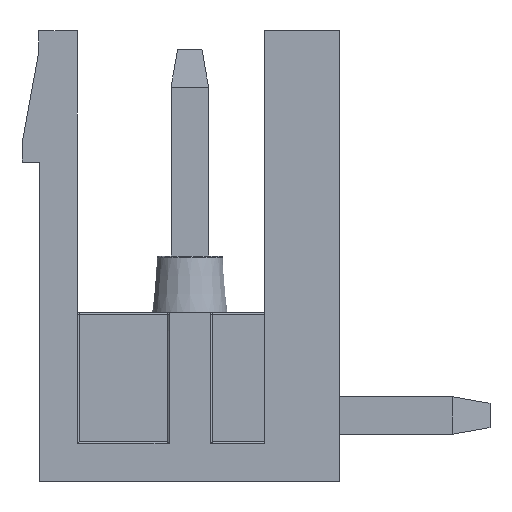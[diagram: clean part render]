
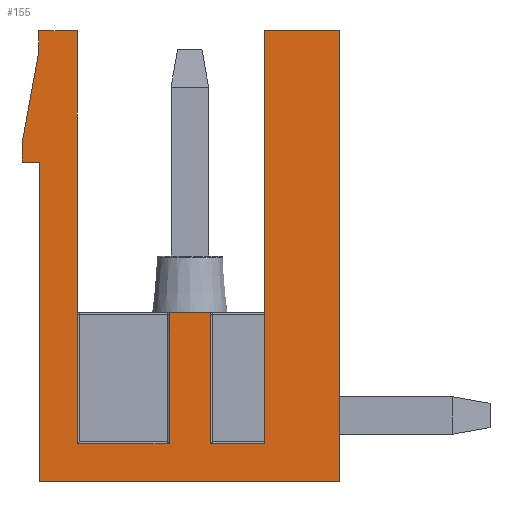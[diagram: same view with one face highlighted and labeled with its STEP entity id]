
A CAD part, left-side view. The second image highlights one B-rep face of the part: STEP entity #155.
In plain terms, the highlighted planar face has unit normal (-1, 0, 0).
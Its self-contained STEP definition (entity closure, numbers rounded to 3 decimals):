
#155=ADVANCED_FACE('',(#1287),#1289,.F.);
#1287=FACE_BOUND('',#1288,.T.);
#1288=EDGE_LOOP('',(#2803,#2804,#2805,#2806,#2807,#2808,#2809,#2810,#2811,#2812,
#2813,#2814,#2815,#2816,#2817,#2818,#2819,#2820,#2821));
#1289=PLANE('',#1290);
#1290=AXIS2_PLACEMENT_3D('',#1291,#1292,#1293);
#1291=CARTESIAN_POINT('',(-2.5,0.,12.));
#1292=DIRECTION('',(1.,0.,0.));
#1293=DIRECTION('',(0.,0.,-1.));
#2803=ORIENTED_EDGE('',*,*,#3771,.F.);
#2804=ORIENTED_EDGE('',*,*,#3804,.T.);
#2805=ORIENTED_EDGE('',*,*,#3805,.T.);
#2806=ORIENTED_EDGE('',*,*,#3794,.F.);
#2807=ORIENTED_EDGE('',*,*,#3806,.T.);
#2808=ORIENTED_EDGE('',*,*,#3803,.F.);
#2809=ORIENTED_EDGE('',*,*,#3807,.F.);
#2810=ORIENTED_EDGE('',*,*,#3808,.F.);
#2811=ORIENTED_EDGE('',*,*,#3809,.F.);
#2812=ORIENTED_EDGE('',*,*,#3810,.F.);
#2813=ORIENTED_EDGE('',*,*,#3811,.T.);
#2814=ORIENTED_EDGE('',*,*,#3812,.T.);
#2815=ORIENTED_EDGE('',*,*,#3813,.F.);
#2816=ORIENTED_EDGE('',*,*,#3814,.F.);
#2817=ORIENTED_EDGE('',*,*,#3815,.F.);
#2818=ORIENTED_EDGE('',*,*,#3816,.T.);
#2819=ORIENTED_EDGE('',*,*,#3779,.F.);
#2820=ORIENTED_EDGE('',*,*,#3817,.F.);
#2821=ORIENTED_EDGE('',*,*,#3818,.T.);
#3771=EDGE_CURVE('',#4289,#4291,#4292,.T.);
#3779=EDGE_CURVE('',#4306,#4307,#4308,.T.);
#3794=EDGE_CURVE('',#4335,#4330,#4337,.T.);
#3803=EDGE_CURVE('',#4353,#4349,#4355,.T.);
#3804=EDGE_CURVE('',#4289,#4356,#4357,.T.);
#3805=EDGE_CURVE('',#4356,#4330,#4358,.T.);
#3806=EDGE_CURVE('',#4335,#4349,#4359,.T.);
#3807=EDGE_CURVE('',#4360,#4353,#4361,.T.);
#3808=EDGE_CURVE('',#4362,#4360,#4363,.T.);
#3809=EDGE_CURVE('',#4364,#4362,#4365,.T.);
#3810=EDGE_CURVE('',#4366,#4364,#4367,.T.);
#3811=EDGE_CURVE('',#4366,#4368,#4369,.T.);
#3812=EDGE_CURVE('',#4368,#4370,#4371,.T.);
#3813=EDGE_CURVE('',#4372,#4370,#4373,.T.);
#3814=EDGE_CURVE('',#4374,#4372,#4375,.T.);
#3815=EDGE_CURVE('',#4376,#4374,#4377,.T.);
#3816=EDGE_CURVE('',#4376,#4307,#4378,.T.);
#3817=EDGE_CURVE('',#4379,#4306,#4380,.T.);
#3818=EDGE_CURVE('',#4379,#4291,#4381,.T.);
#4289=VERTEX_POINT('',#5241);
#4291=VERTEX_POINT('',#5245);
#4292=LINE('',#5246,#5247);
#4306=VERTEX_POINT('',#5279);
#4307=VERTEX_POINT('',#5280);
#4308=LINE('',#5281,#5282);
#4330=VERTEX_POINT('',#5331);
#4335=VERTEX_POINT('',#5340);
#4337=LINE('',#5344,#5345);
#4349=VERTEX_POINT('',#5372);
#4353=VERTEX_POINT('',#5380);
#4355=LINE('',#5384,#5385);
#4356=VERTEX_POINT('',#5387);
#4357=CIRCLE('',#5388,0.05);
#4358=LINE('',#5392,#5393);
#4359=LINE('',#5395,#5396);
#4360=VERTEX_POINT('',#5398);
#4361=LINE('',#5399,#5400);
#4362=VERTEX_POINT('',#5402);
#4363=LINE('',#5403,#5404);
#4364=VERTEX_POINT('',#5406);
#4365=LINE('',#5407,#5408);
#4366=VERTEX_POINT('',#5410);
#4367=LINE('',#5411,#5412);
#4368=VERTEX_POINT('',#5414);
#4369=LINE('',#5415,#5416);
#4370=VERTEX_POINT('',#5418);
#4371=LINE('',#5419,#5420);
#4372=VERTEX_POINT('',#5422);
#4373=LINE('',#5423,#5424);
#4374=VERTEX_POINT('',#5426);
#4375=LINE('',#5427,#5428);
#4376=VERTEX_POINT('',#5430);
#4377=LINE('',#5431,#5432);
#4378=CIRCLE('',#5434,0.05);
#4379=VERTEX_POINT('',#5438);
#4380=LINE('',#5439,#5440);
#4381=CIRCLE('',#5442,0.05);
#5241=CARTESIAN_POINT('',(-2.5,4.5,4.5));
#5245=CARTESIAN_POINT('',(-2.5,3.5,4.5));
#5246=CARTESIAN_POINT('',(-2.5,4.5,4.5));
#5247=VECTOR('',#5248,1.);
#5248=DIRECTION('',(0.,-1.,0.));
#5279=CARTESIAN_POINT('',(-2.5,3.45,1.));
#5280=CARTESIAN_POINT('',(-2.5,2.05,1.));
#5281=CARTESIAN_POINT('',(-2.5,3.45,1.));
#5282=VECTOR('',#5283,1.);
#5283=DIRECTION('',(0.,-1.,0.));
#5331=CARTESIAN_POINT('',(-2.5,4.55,1.));
#5340=CARTESIAN_POINT('',(-2.5,7.,1.));
#5344=CARTESIAN_POINT('',(-2.5,7.,1.));
#5345=VECTOR('',#5346,1.);
#5346=DIRECTION('',(0.,-1.,0.));
#5372=CARTESIAN_POINT('',(-2.5,7.,12.));
#5380=CARTESIAN_POINT('',(-2.5,8.022,12.));
#5384=CARTESIAN_POINT('',(-2.5,8.022,12.));
#5385=VECTOR('',#5386,1.);
#5386=DIRECTION('',(0.,-1.,0.));
#5387=CARTESIAN_POINT('',(-2.5,4.55,4.45));
#5388=AXIS2_PLACEMENT_3D('',#5389,#5390,#5391);
#5389=CARTESIAN_POINT('',(-2.5,4.5,4.45));
#5390=DIRECTION('',(-1.,0.,-0.));
#5391=DIRECTION('',(0.,0.,1.));
#5392=CARTESIAN_POINT('',(-2.5,4.55,4.45));
#5393=VECTOR('',#5394,1.);
#5394=DIRECTION('',(0.,0.,-1.));
#5395=CARTESIAN_POINT('',(-2.5,7.,1.));
#5396=VECTOR('',#5397,1.);
#5397=DIRECTION('',(0.,0.,1.));
#5398=CARTESIAN_POINT('',(-2.5,8.022,11.459));
#5399=CARTESIAN_POINT('',(-2.5,8.022,11.459));
#5400=VECTOR('',#5401,1.);
#5401=DIRECTION('',(0.,0.,1.));
#5402=CARTESIAN_POINT('',(-2.5,8.471,9.003));
#5403=CARTESIAN_POINT('',(-2.5,8.471,9.003));
#5404=VECTOR('',#5405,1.);
#5405=DIRECTION('',(0.,-0.18,0.984));
#5406=CARTESIAN_POINT('',(-2.5,8.471,8.502));
#5407=CARTESIAN_POINT('',(-2.5,8.471,8.502));
#5408=VECTOR('',#5409,1.);
#5409=DIRECTION('',(0.,0.,1.));
#5410=CARTESIAN_POINT('',(-2.5,8.,8.502));
#5411=CARTESIAN_POINT('',(-2.5,8.,8.502));
#5412=VECTOR('',#5413,1.);
#5413=DIRECTION('',(0.,1.,0.));
#5414=CARTESIAN_POINT('',(-2.5,8.,0.));
#5415=CARTESIAN_POINT('',(-2.5,8.,8.502));
#5416=VECTOR('',#5417,1.);
#5417=DIRECTION('',(0.,0.,-1.));
#5418=CARTESIAN_POINT('',(-2.5,0.,0.));
#5419=CARTESIAN_POINT('',(-2.5,8.,0.));
#5420=VECTOR('',#5421,1.);
#5421=DIRECTION('',(0.,-1.,0.));
#5422=CARTESIAN_POINT('',(-2.5,0.,12.));
#5423=CARTESIAN_POINT('',(-2.5,0.,12.));
#5424=VECTOR('',#5425,1.);
#5425=DIRECTION('',(0.,0.,-1.));
#5426=CARTESIAN_POINT('',(-2.5,2.,12.));
#5427=CARTESIAN_POINT('',(-2.5,2.,12.));
#5428=VECTOR('',#5429,1.);
#5429=DIRECTION('',(0.,-1.,0.));
#5430=CARTESIAN_POINT('',(-2.5,2.,1.05));
#5431=CARTESIAN_POINT('',(-2.5,2.,1.05));
#5432=VECTOR('',#5433,1.);
#5433=DIRECTION('',(0.,0.,1.));
#5434=AXIS2_PLACEMENT_3D('',#5435,#5436,#5437);
#5435=CARTESIAN_POINT('',(-2.5,2.05,1.05));
#5436=DIRECTION('',(1.,0.,0.));
#5437=DIRECTION('',(0.,-1.,0.));
#5438=CARTESIAN_POINT('',(-2.5,3.45,4.45));
#5439=CARTESIAN_POINT('',(-2.5,3.45,4.45));
#5440=VECTOR('',#5441,1.);
#5441=DIRECTION('',(0.,0.,-1.));
#5442=AXIS2_PLACEMENT_3D('',#5443,#5444,#5445);
#5443=CARTESIAN_POINT('',(-2.5,3.5,4.45));
#5444=DIRECTION('',(-1.,-0.,0.));
#5445=DIRECTION('',(0.,-1.,0.));
